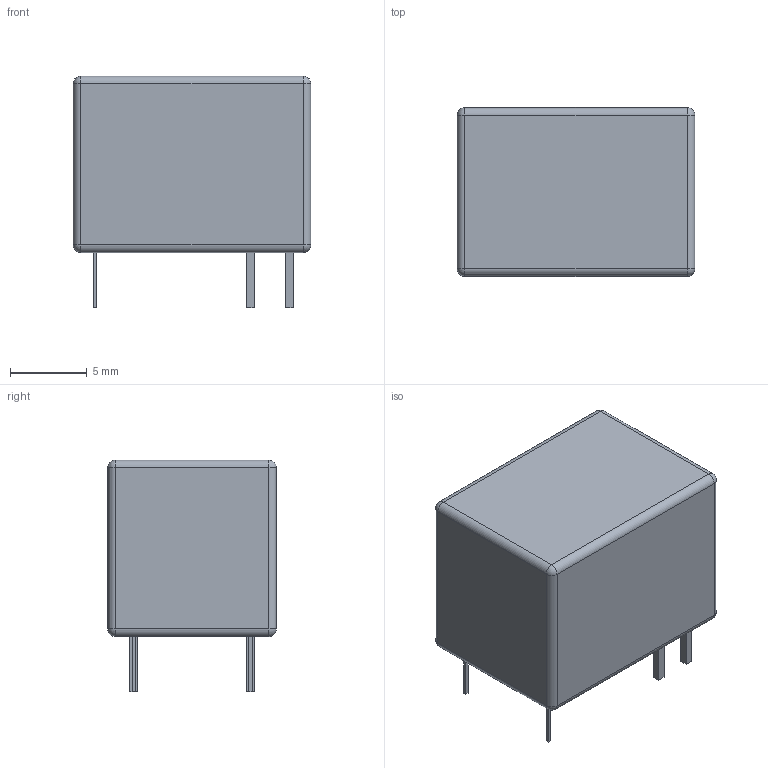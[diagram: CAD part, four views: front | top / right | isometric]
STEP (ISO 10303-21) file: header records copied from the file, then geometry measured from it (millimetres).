
FILE_DESCRIPTION (( 'STEP AP214' ), '1' );
FILE_NAME ('RELAY-TH_BS4-XXS-C20.step', '2022-07-09T13:02:50', ( '' ), ( '' ), 'SwSTEP 2.0', 'SolidWorks 2020', '' );
FILE_SCHEMA (( 'AUTOMOTIVE_DESIGN' ));
Length unit declared in the file: millimetre
Products named in the file (1): RELAY-TH_BS4-XXS-C20
Bounding box: 15.5 x 11.01 x 15.1 mm (x, y, z)
Volume: 1956.4 mm3; surface area: 959.3 mm2
Topology: 1 solids, 1 shells, 339 faces, 899 edges, 586 vertices
Faces by surface type: plane 207, bspline 112, cylinder 12, sphere 8
Entity records: 14335 total; most frequent: CARTESIAN_POINT 3921, ORIENTED_EDGE 1782, DIRECTION 1143, EDGE_CURVE 891, LINE 639, VECTOR 639, VERTEX_POINT 586, EDGE_LOOP 371
